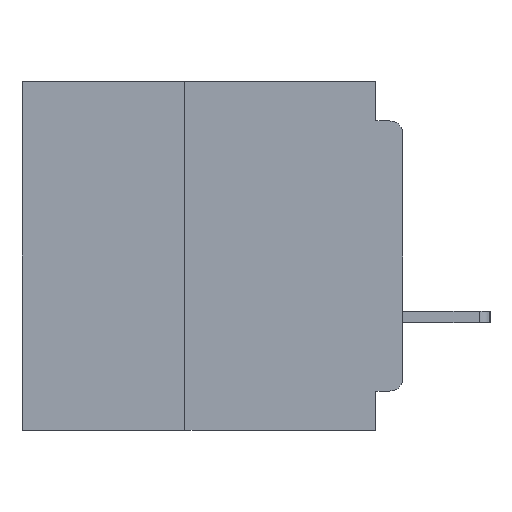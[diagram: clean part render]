
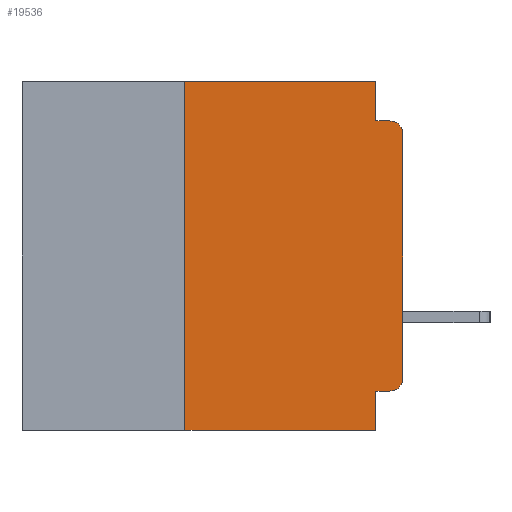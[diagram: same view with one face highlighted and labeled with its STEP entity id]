
A CAD part, left-side view. The second image highlights one B-rep face of the part: STEP entity #19536.
In plain terms, the highlighted planar face has unit normal (-1, 0, 0).
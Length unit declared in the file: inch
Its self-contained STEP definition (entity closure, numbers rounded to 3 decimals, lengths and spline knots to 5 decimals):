
#904 = AXIS2_PLACEMENT_3D ( 'NONE', #5269, #48366, #36698 ) ;
#1278 = CARTESIAN_POINT ( 'NONE',  ( 0., 0., 0. ) ) ;
#1922 = CARTESIAN_POINT ( 'NONE',  ( 0., 0.437, -0.4 ) ) ;
#2249 = CARTESIAN_POINT ( 'NONE',  ( 0., 0.25, -0.4 ) ) ;
#3046 = VERTEX_POINT ( 'NONE', #24432 ) ;
#4053 = VECTOR ( 'NONE', #5397, 39.37008 ) ;
#4216 = CARTESIAN_POINT ( 'NONE',  ( 0., 0.031, 0. ) ) ;
#5269 = CARTESIAN_POINT ( 'NONE',  ( 0., 0.437, 0. ) ) ;
#5397 = DIRECTION ( 'NONE',  ( 0., 1., 0. ) ) ;
#5417 = ORIENTED_EDGE ( 'NONE', *, *, #10730, .F. ) ;
#5899 = DIRECTION ( 'NONE',  ( 0., -1., 0. ) ) ;
#8112 = VECTOR ( 'NONE', #44570, 39.37008 ) ;
#8176 = DIRECTION ( 'NONE',  ( 0., 0., -1. ) ) ;
#8918 = VERTEX_POINT ( 'NONE', #35563 ) ;
#9222 = PLANE ( 'NONE',  #904 ) ;
#9354 = LINE ( 'NONE', #1278, #8112 ) ;
#10730 = EDGE_CURVE ( 'NONE', #37425, #14151, #42832, .T. ) ;
#11748 = EDGE_CURVE ( 'NONE', #21217, #24498, #43336, .T. ) ;
#12615 = AXIS2_PLACEMENT_3D ( 'NONE', #43646, #20233, #47593 ) ;
#12734 = ORIENTED_EDGE ( 'NONE', *, *, #15073, .F. ) ;
#13556 = DIRECTION ( 'NONE',  ( -1., 0., 0. ) ) ;
#13568 = ORIENTED_EDGE ( 'NONE', *, *, #11748, .F. ) ;
#14151 = VERTEX_POINT ( 'NONE', #32023 ) ;
#15073 = EDGE_CURVE ( 'NONE', #23615, #21217, #44460, .T. ) ;
#16400 = LINE ( 'NONE', #24055, #28059 ) ;
#18054 = ORIENTED_EDGE ( 'NONE', *, *, #21040, .F. ) ;
#18391 = DIRECTION ( 'NONE',  ( 0., -1., 0. ) ) ;
#19536 = ADVANCED_FACE ( 'NONE', ( #43361 ), #9222, .F. ) ;
#19732 = ORIENTED_EDGE ( 'NONE', *, *, #41338, .T. ) ;
#20233 = DIRECTION ( 'NONE',  ( -1., 0., 0. ) ) ;
#20415 = CARTESIAN_POINT ( 'NONE',  ( 0., 0.031, -0.045 ) ) ;
#21040 = EDGE_CURVE ( 'NONE', #3046, #37425, #42161, .T. ) ;
#21217 = VERTEX_POINT ( 'NONE', #49348 ) ;
#21818 = LINE ( 'NONE', #1922, #29748 ) ;
#22086 = VECTOR ( 'NONE', #18391, 39.37008 ) ;
#22088 = ORIENTED_EDGE ( 'NONE', *, *, #50193, .T. ) ;
#23441 = CARTESIAN_POINT ( 'NONE',  ( 0., 0.031, -0.4 ) ) ;
#23615 = VERTEX_POINT ( 'NONE', #2249 ) ;
#24055 = CARTESIAN_POINT ( 'NONE',  ( 0., 0.031, 0. ) ) ;
#24188 = CARTESIAN_POINT ( 'NONE',  ( 0., 0.437, 0. ) ) ;
#24432 = CARTESIAN_POINT ( 'NONE',  ( 0., 0.015, -0.355 ) ) ;
#24498 = VERTEX_POINT ( 'NONE', #4216 ) ;
#27938 = EDGE_CURVE ( 'NONE', #35738, #31035, #41662, .T. ) ;
#28059 = VECTOR ( 'NONE', #8176, 39.37008 ) ;
#29376 = CARTESIAN_POINT ( 'NONE',  ( 0., 0.25, -0.4 ) ) ;
#29545 = ORIENTED_EDGE ( 'NONE', *, *, #31214, .T. ) ;
#29748 = VECTOR ( 'NONE', #5899, 39.37008 ) ;
#31035 = VERTEX_POINT ( 'NONE', #47169 ) ;
#31189 = VECTOR ( 'NONE', #35224, 39.37008 ) ;
#31214 = EDGE_CURVE ( 'NONE', #8918, #43168, #9354, .T. ) ;
#32023 = CARTESIAN_POINT ( 'NONE',  ( 0., 0.031, -0.4 ) ) ;
#32217 = CIRCLE ( 'NONE', #12615, 0.015 ) ;
#32827 = VECTOR ( 'NONE', #45277, 39.37008 ) ;
#32902 = VECTOR ( 'NONE', #39891, 39.37008 ) ;
#32906 = CARTESIAN_POINT ( 'NONE',  ( 0., 0., -0.355 ) ) ;
#35224 = DIRECTION ( 'NONE',  ( 0., 0., -1. ) ) ;
#35563 = CARTESIAN_POINT ( 'NONE',  ( 0., 0., -0.34 ) ) ;
#35654 = EDGE_LOOP ( 'NONE', ( #29545, #35985, #42724, #40396, #13568, #12734, #22088, #5417, #18054, #19732 ) ) ;
#35738 = VERTEX_POINT ( 'NONE', #20415 ) ;
#35982 = CIRCLE ( 'NONE', #48093, 0.015 ) ;
#35985 = ORIENTED_EDGE ( 'NONE', *, *, #40353, .T. ) ;
#36698 = DIRECTION ( 'NONE',  ( 0., 0., -1. ) ) ;
#37046 = CARTESIAN_POINT ( 'NONE',  ( 0., 0.015, -0.06 ) ) ;
#37425 = VERTEX_POINT ( 'NONE', #42528 ) ;
#39891 = DIRECTION ( 'NONE',  ( 0., -1., 0. ) ) ;
#40353 = EDGE_CURVE ( 'NONE', #43168, #31035, #35982, .T. ) ;
#40396 = ORIENTED_EDGE ( 'NONE', *, *, #46590, .F. ) ;
#40981 = DIRECTION ( 'NONE',  ( 0., 0., -1. ) ) ;
#41338 = EDGE_CURVE ( 'NONE', #3046, #8918, #32217, .T. ) ;
#41662 = LINE ( 'NONE', #49693, #22086 ) ;
#42161 = LINE ( 'NONE', #32906, #4053 ) ;
#42528 = CARTESIAN_POINT ( 'NONE',  ( 0., 0.031, -0.355 ) ) ;
#42724 = ORIENTED_EDGE ( 'NONE', *, *, #27938, .F. ) ;
#42832 = LINE ( 'NONE', #23441, #31189 ) ;
#43168 = VERTEX_POINT ( 'NONE', #44363 ) ;
#43336 = LINE ( 'NONE', #24188, #32902 ) ;
#43361 = FACE_OUTER_BOUND ( 'NONE', #35654, .T. ) ;
#43646 = CARTESIAN_POINT ( 'NONE',  ( 0., 0.015, -0.34 ) ) ;
#44363 = CARTESIAN_POINT ( 'NONE',  ( 0., 0., -0.06 ) ) ;
#44460 = LINE ( 'NONE', #29376, #32827 ) ;
#44570 = DIRECTION ( 'NONE',  ( 0., 0., 1. ) ) ;
#45277 = DIRECTION ( 'NONE',  ( 0., 0., 1. ) ) ;
#46590 = EDGE_CURVE ( 'NONE', #24498, #35738, #16400, .T. ) ;
#47169 = CARTESIAN_POINT ( 'NONE',  ( 0., 0.015, -0.045 ) ) ;
#47593 = DIRECTION ( 'NONE',  ( 0., 0., -1. ) ) ;
#48093 = AXIS2_PLACEMENT_3D ( 'NONE', #37046, #13556, #40981 ) ;
#48366 = DIRECTION ( 'NONE',  ( 1., 0., 0. ) ) ;
#49348 = CARTESIAN_POINT ( 'NONE',  ( 0., 0.25, 0. ) ) ;
#49693 = CARTESIAN_POINT ( 'NONE',  ( 0., 0., -0.045 ) ) ;
#50193 = EDGE_CURVE ( 'NONE', #23615, #14151, #21818, .T. ) ;
